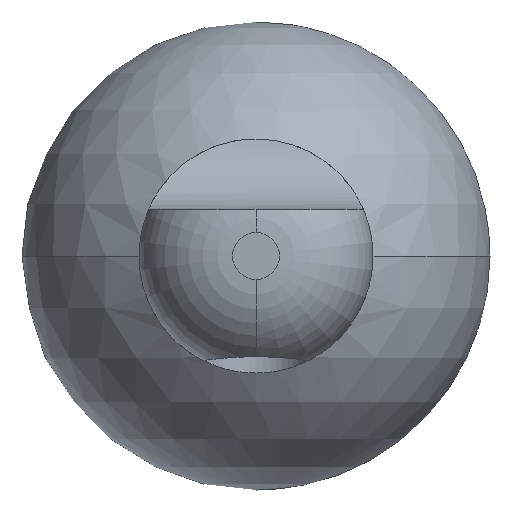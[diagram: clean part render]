
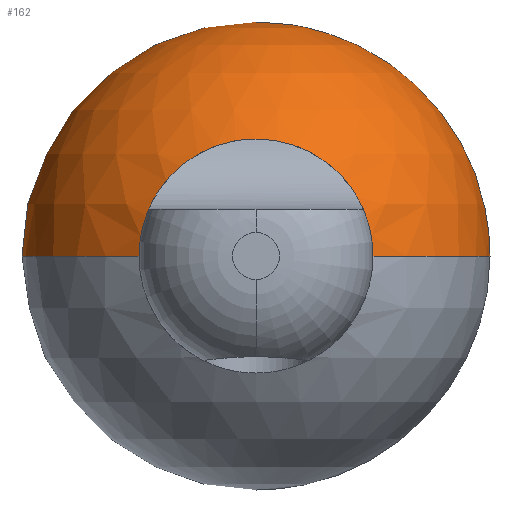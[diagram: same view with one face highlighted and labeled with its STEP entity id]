
A CAD part, front view. The second image highlights one B-rep face of the part: STEP entity #162.
In plain terms, the highlighted spherical face has radius 10 mm.
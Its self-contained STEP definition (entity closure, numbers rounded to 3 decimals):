
#16 = EDGE_CURVE ( 'NONE', #669, #438, #56, .T. ) ;
#30 = DIRECTION ( 'NONE',  ( 0., 1., 0. ) ) ;
#37 = CARTESIAN_POINT ( 'NONE',  ( 0., 40., 0. ) ) ;
#44 = CARTESIAN_POINT ( 'NONE',  ( 5., 31.34, 0. ) ) ;
#51 = CARTESIAN_POINT ( 'NONE',  ( -5., 31.34, 0. ) ) ;
#53 = EDGE_CURVE ( 'NONE', #438, #476, #598, .T. ) ;
#54 = CARTESIAN_POINT ( 'NONE',  ( 0., 50., 0. ) ) ;
#56 = CIRCLE ( 'NONE', #196, 5. ) ;
#88 = CARTESIAN_POINT ( 'NONE',  ( 0., 31.34, 0. ) ) ;
#162 = ADVANCED_FACE ( 'NONE', ( #406 ), #541, .T. ) ;
#193 = DIRECTION ( 'NONE',  ( -1., 0., 0. ) ) ;
#196 = AXIS2_PLACEMENT_3D ( 'NONE', #358, #30, #588 ) ;
#225 = CIRCLE ( 'NONE', #334, 5. ) ;
#240 = EDGE_CURVE ( 'NONE', #345, #669, #225, .T. ) ;
#246 = DIRECTION ( 'NONE',  ( 1., 0., 0. ) ) ;
#248 = DIRECTION ( 'NONE',  ( 0., 0., 1. ) ) ;
#255 = DIRECTION ( 'NONE',  ( 1., 0., 0. ) ) ;
#264 = DIRECTION ( 'NONE',  ( 0., 0., -1. ) ) ;
#303 = CARTESIAN_POINT ( 'NONE',  ( 0., 40., 0. ) ) ;
#311 = AXIS2_PLACEMENT_3D ( 'NONE', #363, #248, #246 ) ;
#318 = CIRCLE ( 'NONE', #685, 10. ) ;
#334 = AXIS2_PLACEMENT_3D ( 'NONE', #88, #465, #587 ) ;
#345 = VERTEX_POINT ( 'NONE', #51 ) ;
#357 = DIRECTION ( 'NONE',  ( 0., 0., -1. ) ) ;
#358 = CARTESIAN_POINT ( 'NONE',  ( 0., 31.34, 0. ) ) ;
#363 = CARTESIAN_POINT ( 'NONE',  ( 0., 40., 0. ) ) ;
#405 = ORIENTED_EDGE ( 'NONE', *, *, #16, .T. ) ;
#406 = FACE_OUTER_BOUND ( 'NONE', #688, .T. ) ;
#438 = VERTEX_POINT ( 'NONE', #44 ) ;
#456 = AXIS2_PLACEMENT_3D ( 'NONE', #37, #264, #255 ) ;
#465 = DIRECTION ( 'NONE',  ( 0., 1., 0. ) ) ;
#476 = VERTEX_POINT ( 'NONE', #54 ) ;
#502 = ORIENTED_EDGE ( 'NONE', *, *, #53, .T. ) ;
#541 = SPHERICAL_SURFACE ( 'NONE', #456, 10. ) ;
#587 = DIRECTION ( 'NONE',  ( 0., 0., 1. ) ) ;
#588 = DIRECTION ( 'NONE',  ( 0., 0., 1. ) ) ;
#598 = CIRCLE ( 'NONE', #311, 10. ) ;
#607 = CARTESIAN_POINT ( 'NONE',  ( 0., 31.34, 5. ) ) ;
#623 = EDGE_CURVE ( 'NONE', #345, #476, #318, .T. ) ;
#640 = ORIENTED_EDGE ( 'NONE', *, *, #623, .F. ) ;
#643 = ORIENTED_EDGE ( 'NONE', *, *, #240, .T. ) ;
#669 = VERTEX_POINT ( 'NONE', #607 ) ;
#685 = AXIS2_PLACEMENT_3D ( 'NONE', #303, #357, #193 ) ;
#688 = EDGE_LOOP ( 'NONE', ( #640, #643, #405, #502 ) ) ;
